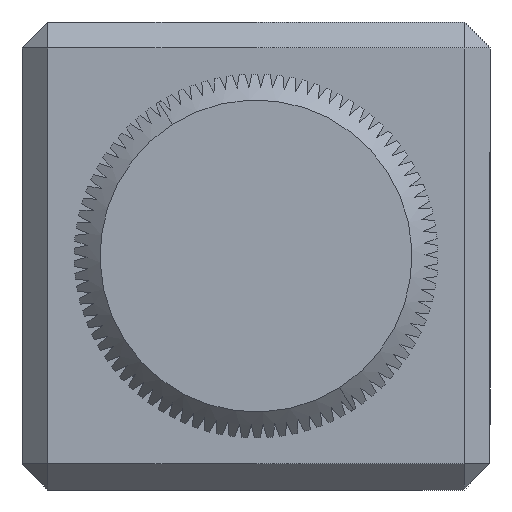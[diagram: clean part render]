
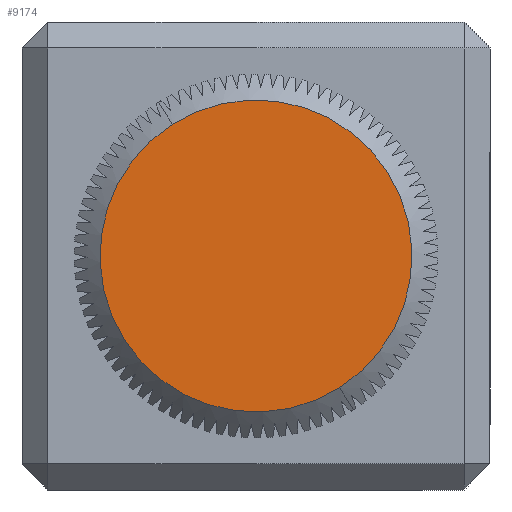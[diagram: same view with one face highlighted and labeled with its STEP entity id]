
A CAD part, front view. The second image highlights one B-rep face of the part: STEP entity #9174.
In plain terms, the highlighted planar face has unit normal (0, -1, 0).
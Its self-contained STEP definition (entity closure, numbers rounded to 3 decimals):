
#539 = VERTEX_POINT ( 'NONE', #16214 ) ;
#2574 = DIRECTION ( 'NONE',  ( 0., 1., 0. ) ) ;
#7328 = DIRECTION ( 'NONE',  ( 0.536, 0., -0.844 ) ) ;
#7831 = DIRECTION ( 'NONE',  ( 0., -1., 0. ) ) ;
#7918 = FACE_OUTER_BOUND ( 'NONE', #27849, .T. ) ;
#9174 = ADVANCED_FACE ( 'NONE', ( #7918 ), #12759, .F. ) ;
#9396 = CIRCLE ( 'NONE', #17410, 6. ) ;
#9918 = EDGE_CURVE ( 'NONE', #24183, #539, #26441, .T. ) ;
#10427 = AXIS2_PLACEMENT_3D ( 'NONE', #30238, #7831, #7328 ) ;
#12759 = PLANE ( 'NONE',  #30574 ) ;
#16214 = CARTESIAN_POINT ( 'NONE',  ( -0.095, -36.676, 49.066 ) ) ;
#17410 = AXIS2_PLACEMENT_3D ( 'NONE', #21872, #19197, #27039 ) ;
#18133 = ORIENTED_EDGE ( 'NONE', *, *, #26800, .T. ) ;
#19197 = DIRECTION ( 'NONE',  ( 0., -1., 0. ) ) ;
#21872 = CARTESIAN_POINT ( 'NONE',  ( 3.12, -36.676, 44. ) ) ;
#23302 = DIRECTION ( 'NONE',  ( 0.536, 0., -0.844 ) ) ;
#24183 = VERTEX_POINT ( 'NONE', #32558 ) ;
#26441 = CIRCLE ( 'NONE', #10427, 6. ) ;
#26746 = ORIENTED_EDGE ( 'NONE', *, *, #9918, .T. ) ;
#26800 = EDGE_CURVE ( 'NONE', #539, #24183, #9396, .T. ) ;
#27039 = DIRECTION ( 'NONE',  ( 0.536, 0., -0.844 ) ) ;
#27849 = EDGE_LOOP ( 'NONE', ( #26746, #18133 ) ) ;
#30238 = CARTESIAN_POINT ( 'NONE',  ( 3.12, -36.676, 44. ) ) ;
#30574 = AXIS2_PLACEMENT_3D ( 'NONE', #30655, #2574, #23302 ) ;
#30655 = CARTESIAN_POINT ( 'NONE',  ( 3.12, -36.676, 44. ) ) ;
#32558 = CARTESIAN_POINT ( 'NONE',  ( 6.334, -36.676, 38.934 ) ) ;
